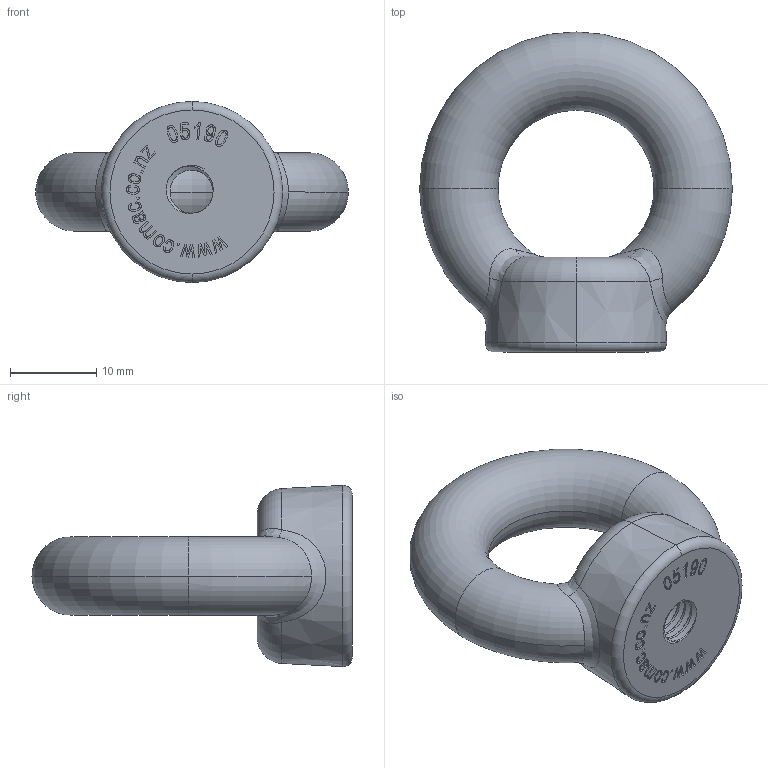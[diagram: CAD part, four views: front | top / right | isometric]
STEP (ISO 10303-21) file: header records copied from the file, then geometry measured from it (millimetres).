
FILE_DESCRIPTION (( 'STEP AP214' ), '1' );
FILE_NAME ('05190 Eye Nut Zinc Plated M6.STEP', '2018-11-20T22:42:43', ( '' ), ( '' ), 'SwSTEP 2.0', 'SolidWorks 2018', '' );
FILE_SCHEMA (( 'AUTOMOTIVE_DESIGN' ));
Length unit declared in the file: millimetre
Products named in the file (1): 05190 Eye Nut Zinc Plated M6
Bounding box: 36.3 x 37.15 x 21.04 mm (x, y, z)
Volume: 7577.8 mm3; surface area: 3341.1 mm2
Topology: 1 solids, 1 shells, 307 faces, 827 edges, 546 vertices
Faces by surface type: plane 149, bspline 122, cylinder 23, torus 11, cone 2
Entity records: 19153 total; most frequent: CARTESIAN_POINT 12379, ORIENTED_EDGE 1654, DIRECTION 940, EDGE_CURVE 827, VERTEX_POINT 546, VECTOR 496, LINE 496, EDGE_LOOP 335
